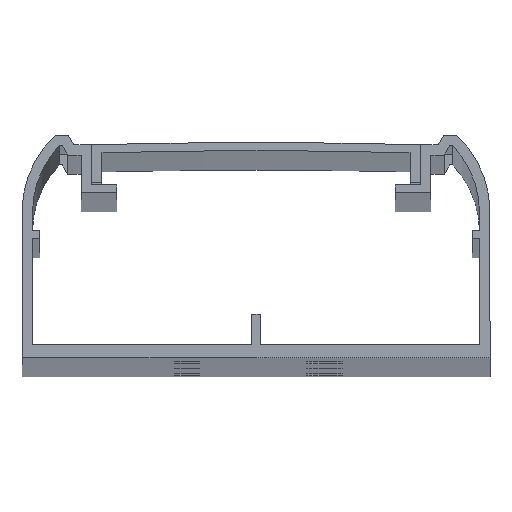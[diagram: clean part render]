
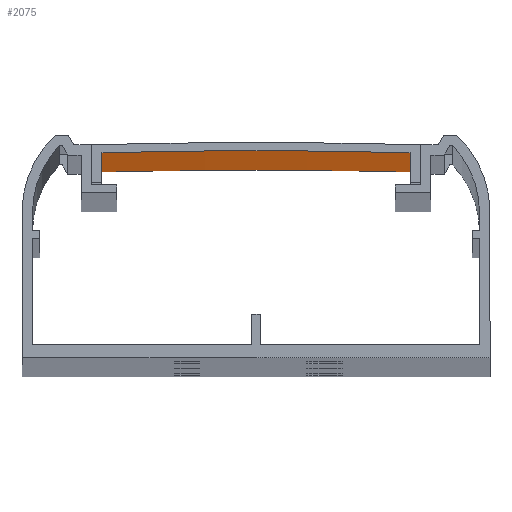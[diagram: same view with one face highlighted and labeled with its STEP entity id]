
A CAD part, top view. The second image highlights one B-rep face of the part: STEP entity #2075.
In plain terms, the highlighted cylindrical face has radius 1198.5 mm (diameter 2397 mm), a partial arc.
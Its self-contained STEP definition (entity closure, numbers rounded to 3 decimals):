
#8 = CARTESIAN_POINT ( 'NONE',  ( -28., 37.255, -1000. ) ) ;
#359 = DIRECTION ( 'NONE',  ( 0., 0., -1. ) ) ;
#884 = VECTOR ( 'NONE', #2963, 1000. ) ;
#966 = DIRECTION ( 'NONE',  ( 0., 0., -1. ) ) ;
#1236 = CIRCLE ( 'NONE', #4574, 1198.5 ) ;
#1333 = LINE ( 'NONE', #4193, #884 ) ;
#1359 = CARTESIAN_POINT ( 'NONE',  ( 28., 37.255, -1000. ) ) ;
#1557 = CARTESIAN_POINT ( 'NONE',  ( 28., 37.255, 1000. ) ) ;
#1710 = VERTEX_POINT ( 'NONE', #8 ) ;
#1908 = DIRECTION ( 'NONE',  ( 0., 0., -1. ) ) ;
#2075 = ADVANCED_FACE ( 'NONE', ( #2158 ), #4395, .F. ) ;
#2158 = FACE_OUTER_BOUND ( 'NONE', #3794, .T. ) ;
#2436 = EDGE_CURVE ( 'NONE', #4724, #3390, #2895, .T. ) ;
#2722 = AXIS2_PLACEMENT_3D ( 'NONE', #3536, #966, #3934 ) ;
#2853 = CIRCLE ( 'NONE', #2722, 1198.5 ) ;
#2865 = CARTESIAN_POINT ( 'NONE',  ( 28., 37.255, 1000. ) ) ;
#2895 = LINE ( 'NONE', #1557, #4540 ) ;
#2904 = CARTESIAN_POINT ( 'NONE',  ( 0., -1160.918, 1000. ) ) ;
#2963 = DIRECTION ( 'NONE',  ( 0., 0., -1. ) ) ;
#3342 = DIRECTION ( 'NONE',  ( 1., 0., 0. ) ) ;
#3366 = DIRECTION ( 'NONE',  ( -1., 0., 0. ) ) ;
#3388 = ORIENTED_EDGE ( 'NONE', *, *, #3436, .T. ) ;
#3390 = VERTEX_POINT ( 'NONE', #1359 ) ;
#3401 = ORIENTED_EDGE ( 'NONE', *, *, #2436, .F. ) ;
#3436 = EDGE_CURVE ( 'NONE', #1710, #3390, #2853, .T. ) ;
#3468 = ORIENTED_EDGE ( 'NONE', *, *, #5323, .F. ) ;
#3536 = CARTESIAN_POINT ( 'NONE',  ( 0., -1160.918, -1000. ) ) ;
#3537 = ORIENTED_EDGE ( 'NONE', *, *, #4868, .T. ) ;
#3794 = EDGE_LOOP ( 'NONE', ( #3388, #3401, #3468, #3537 ) ) ;
#3934 = DIRECTION ( 'NONE',  ( 1., 0., 0. ) ) ;
#4193 = CARTESIAN_POINT ( 'NONE',  ( -28., 37.255, 1000. ) ) ;
#4395 = CYLINDRICAL_SURFACE ( 'NONE', #4727, 1198.5 ) ;
#4420 = CARTESIAN_POINT ( 'NONE',  ( 0., -1160.918, 1000. ) ) ;
#4540 = VECTOR ( 'NONE', #1908, 1000. ) ;
#4574 = AXIS2_PLACEMENT_3D ( 'NONE', #2904, #359, #3342 ) ;
#4633 = CARTESIAN_POINT ( 'NONE',  ( -28., 37.255, 1000. ) ) ;
#4724 = VERTEX_POINT ( 'NONE', #2865 ) ;
#4727 = AXIS2_PLACEMENT_3D ( 'NONE', #4420, #5094, #3366 ) ;
#4865 = VERTEX_POINT ( 'NONE', #4633 ) ;
#4868 = EDGE_CURVE ( 'NONE', #4865, #1710, #1333, .T. ) ;
#5094 = DIRECTION ( 'NONE',  ( 0., 0., -1. ) ) ;
#5323 = EDGE_CURVE ( 'NONE', #4865, #4724, #1236, .T. ) ;
